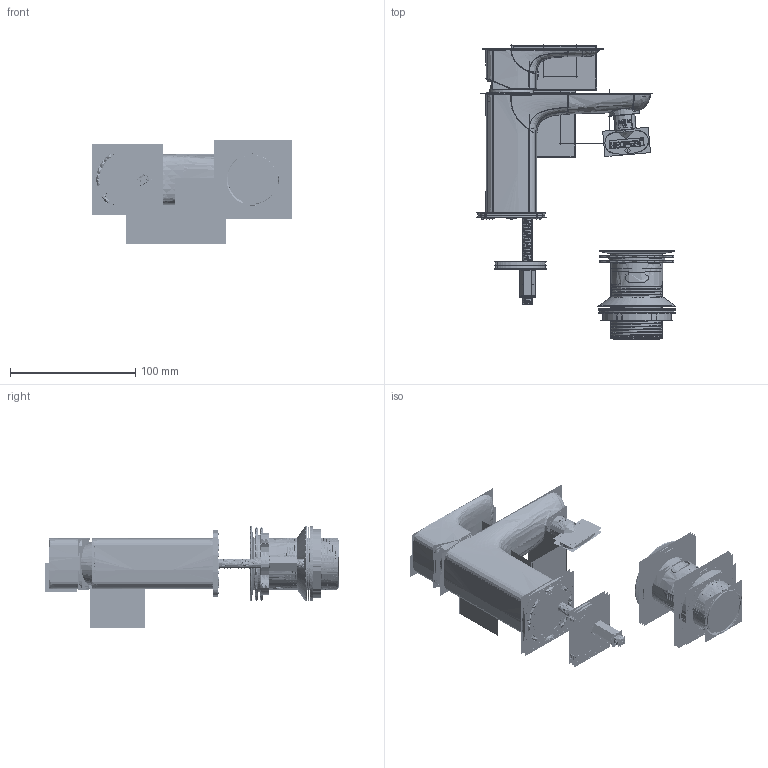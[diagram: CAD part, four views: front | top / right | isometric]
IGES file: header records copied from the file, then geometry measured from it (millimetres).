
Start section:  PTC IGES file: asm0013_asm.igs
Global section: file name: asm0013_asm.igs; native system: Creo Parametric by PTC Inc.; preprocessor: 2017170; author: tangfujin; organization: Unknown; date: 20191213.171304; units: millimetre
Bounding box: 159.28 x 234.96 x 82.2 mm (x, y, z)
Surface area: 3412480.1 mm2 (no closed solid volume)
Topology: 0 solids, 0 shells, 10680 faces, 96720 edges, 143248 vertices
Faces by surface type: bspline 10680
